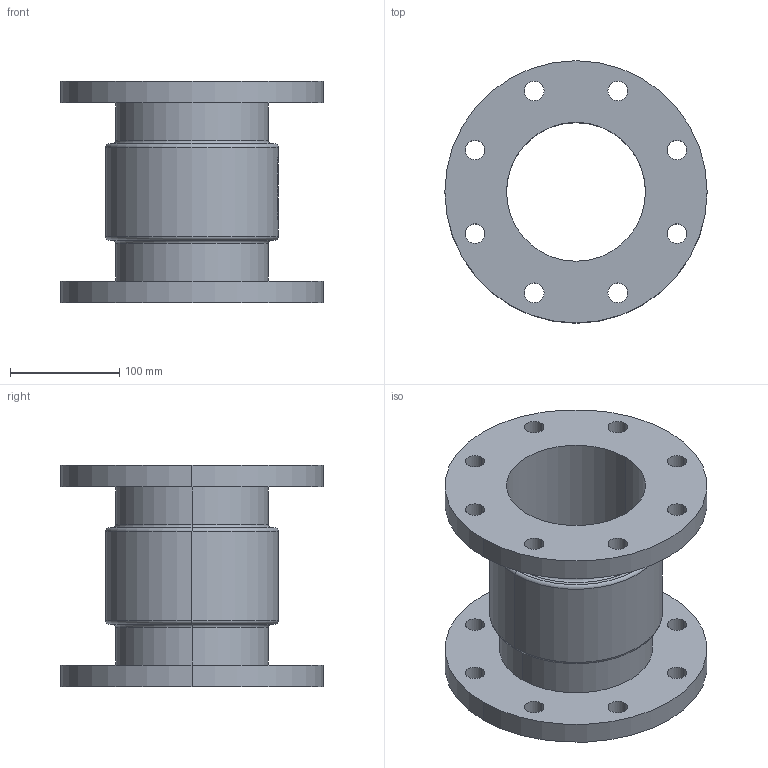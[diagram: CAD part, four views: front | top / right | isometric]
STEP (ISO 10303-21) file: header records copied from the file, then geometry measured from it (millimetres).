
FILE_DESCRIPTION (( 'STEP AP214' ), '1' );
FILE_NAME ('7120000_DN125_PN06_51420216.STEP', '2022-02-18T07:27:02', ( 'axxx' ), ( 'Hewlett-Packard Company' ), 'SwSTEP 2.0', 'SolidWorks 2019', '' );
FILE_SCHEMA (( 'AUTOMOTIVE_DESIGN' ));
Length unit declared in the file: millimetre
Products named in the file (1): 7120000_DN125_PN06_51420216
Bounding box: 240 x 240 x 203 mm (x, y, z)
Volume: 2026443.8 mm3; surface area: 332009.4 mm2
Topology: 1 solids, 1 shells, 548 faces, 1483 edges, 986 vertices
Faces by surface type: plane 252, bspline 214, cylinder 74, torus 8
Entity records: 29621 total; most frequent: CARTESIAN_POINT 17249, ORIENTED_EDGE 2966, DIRECTION 1814, EDGE_CURVE 1483, VERTEX_POINT 986, VECTOR 788, LINE 788, EDGE_LOOP 631
